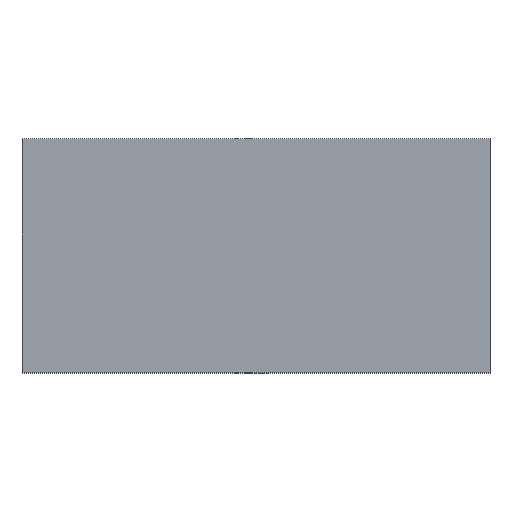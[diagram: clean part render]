
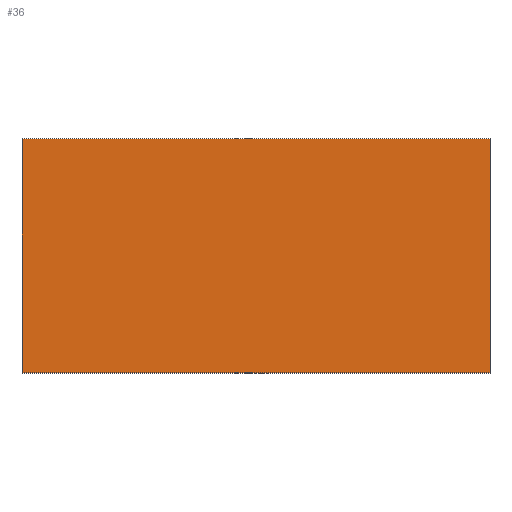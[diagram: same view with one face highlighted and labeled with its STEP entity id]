
A CAD part, top view. The second image highlights one B-rep face of the part: STEP entity #36.
In plain terms, the highlighted planar face has unit normal (0, 0, 1).
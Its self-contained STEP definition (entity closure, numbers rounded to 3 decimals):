
#36=ADVANCED_FACE('',(#61),#397,.T.);
#61=FACE_OUTER_BOUND('',#88,.T.);
#88=EDGE_LOOP('',(#195,#196,#197,#198));
#195=ORIENTED_EDGE('',*,*,#265,.T.);
#196=ORIENTED_EDGE('',*,*,#269,.F.);
#197=ORIENTED_EDGE('',*,*,#268,.T.);
#198=ORIENTED_EDGE('',*,*,#270,.T.);
#265=EDGE_CURVE('',#372,#370,#326,.T.);
#268=EDGE_CURVE('',#373,#374,#329,.T.);
#269=EDGE_CURVE('',#373,#370,#330,.T.);
#270=EDGE_CURVE('',#374,#372,#331,.T.);
#326=B_SPLINE_CURVE_WITH_KNOTS('',1,(#4982,#4983),.UNSPECIFIED.,.F.,.F.,
(2,2),(0.,2000.),.UNSPECIFIED.);
#329=B_SPLINE_CURVE_WITH_KNOTS('',1,(#4988,#4989),.UNSPECIFIED.,.F.,.F.,
(2,2),(-2000.,0.),.UNSPECIFIED.);
#330=B_SPLINE_CURVE_WITH_KNOTS('',1,(#4990,#4991),.UNSPECIFIED.,.F.,.F.,
(2,2),(-1000.,0.),.UNSPECIFIED.);
#331=B_SPLINE_CURVE_WITH_KNOTS('',1,(#4992,#4993),.UNSPECIFIED.,.F.,.F.,
(2,2),(-1000.,0.),.UNSPECIFIED.);
#370=VERTEX_POINT('',#3761);
#372=VERTEX_POINT('',#3763);
#373=VERTEX_POINT('',#3764);
#374=VERTEX_POINT('',#3765);
#397=PLANE('',#494);
#494=AXIS2_PLACEMENT_3D('',#3723,#506,$);
#506=DIRECTION('',(0.,0.,1.));
#3723=CARTESIAN_POINT('',(-1000.,0.,1000.));
#3761=CARTESIAN_POINT('',(1000.,0.,1000.));
#3763=CARTESIAN_POINT('',(-1000.,0.,1000.));
#3764=CARTESIAN_POINT('',(1000.,1000.,1000.));
#3765=CARTESIAN_POINT('',(-1000.,1000.,1000.));
#4982=CARTESIAN_POINT('',(-1000.,0.,1000.));
#4983=CARTESIAN_POINT('',(1000.,0.,1000.));
#4988=CARTESIAN_POINT('',(1000.,1000.,1000.));
#4989=CARTESIAN_POINT('',(-1000.,1000.,1000.));
#4990=CARTESIAN_POINT('',(1000.,1000.,1000.));
#4991=CARTESIAN_POINT('',(1000.,0.,1000.));
#4992=CARTESIAN_POINT('',(-1000.,1000.,1000.));
#4993=CARTESIAN_POINT('',(-1000.,0.,1000.));
